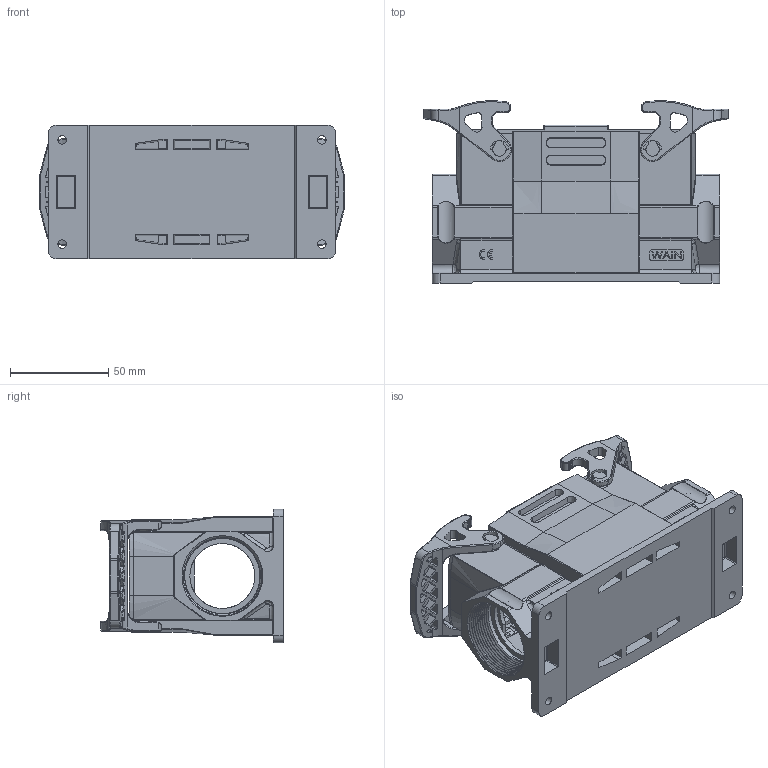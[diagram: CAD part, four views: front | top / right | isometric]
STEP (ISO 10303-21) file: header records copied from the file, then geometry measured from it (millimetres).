
FILE_DESCRIPTION(/* description */ (''),/* implementation_level */ '2;1');
FILE_NAME(/* name */ '3D_1290242471500_HM24B.P-SFH-2L-2M40_V1.0.stp',/* time_stamp */ '2024-03-20T14:14:55+08:00',/* author */ (''),/* organization */ (''),/* preprocessor_version */ 'ST-DEVELOPER v18.1',/* originating_system */ 'SIEMENS PLM Software NX 1980',/* authorisation */ '');
FILE_SCHEMA (('MODEL_BASED_INTEGRATED_MANUFACTURING_SCHEMA'));
Products named in the file (1): 3D_1290242305001_HM24B.P-SFH-2L-M40_V1.0_stp
Bounding box: 155 x 92.84 x 68 mm (x, y, z)
Volume: 214021.4 mm3; surface area: 124807.6 mm2
Topology: 1 solids, 2 shells, 1965 faces, 5355 edges, 3436 vertices
Faces by surface type: plane 966, cylinder 675, torus 188, bspline 78, cone 34, sphere 24
Full cylindrical faces by diameter (mm): 4.4 x4, 6.8 x4, 33 x2, 38.4 x17
Entity records: 78083 total; most frequent: CARTESIAN_POINT 21921, ORIENTED_EDGE 10606, DIRECTION 8658, EDGE_CURVE 5303, VERTEX_POINT 3421, LINE 3006, VECTOR 3006, AXIS2_PLACEMENT_3D 2826
